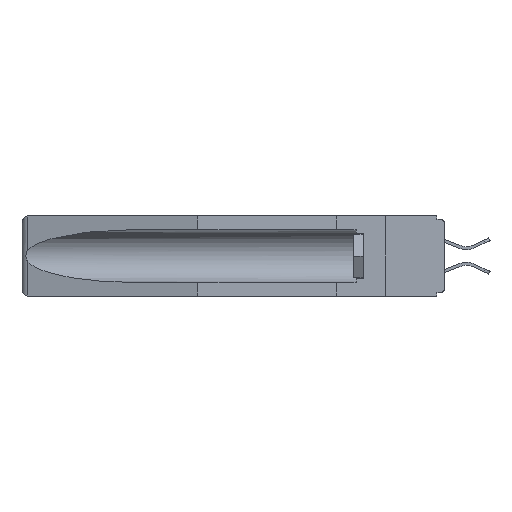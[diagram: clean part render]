
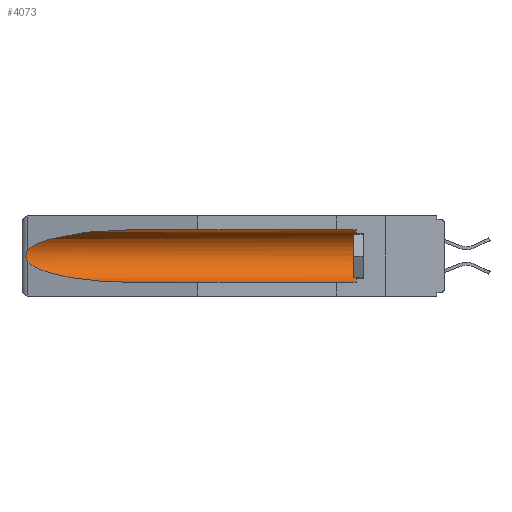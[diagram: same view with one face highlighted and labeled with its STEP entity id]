
A CAD part, left-side view. The second image highlights one B-rep face of the part: STEP entity #4073.
In plain terms, the highlighted cylindrical face has radius 2.857 mm (diameter 5.715 mm), a partial arc.
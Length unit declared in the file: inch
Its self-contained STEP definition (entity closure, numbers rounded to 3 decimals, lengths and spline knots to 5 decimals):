
#34 = DIRECTION ( 'NONE',  ( 0., 0., 1. ) ) ;
#501 = EDGE_LOOP ( 'NONE', ( #2488, #14232, #12812, #17048, #2883, #5492 ) ) ;
#538 = CARTESIAN_POINT ( 'NONE',  ( 0.25451, 1.48313, -0.24835 ) ) ;
#681 = CARTESIAN_POINT ( 'NONE',  ( 0.2673, 1.5327, -0.16383 ) ) ;
#740 = FACE_OUTER_BOUND ( 'NONE', #501, .T. ) ;
#1267 = CARTESIAN_POINT ( 'NONE',  ( 0.155, 0.126, -0.1715 ) ) ;
#2488 = ORIENTED_EDGE ( 'NONE', *, *, #18065, .T. ) ;
#2569 = CARTESIAN_POINT ( 'NONE',  ( 0.26537, 1.52718, -0.14972 ) ) ;
#2619 = CARTESIAN_POINT ( 'NONE',  ( 0.26597, 1.5296, -0.19026 ) ) ;
#2691 = DIRECTION ( 'NONE',  ( 0., 1., 0. ) ) ;
#2883 = ORIENTED_EDGE ( 'NONE', *, *, #17043, .T. ) ;
#3350 = CARTESIAN_POINT ( 'NONE',  ( 0.155, -0.30754, -0.059 ) ) ;
#3509 = B_SPLINE_CURVE_WITH_KNOTS ( 'NONE', 3,
 ( #2569, #9164, #3972, #681, #12096, #4029, #6822, #18183, #2619, #5469 ),
 .UNSPECIFIED., .F., .F.,
 ( 4, 2, 2, 2, 4 ),
 ( 0., 0.00029, 0.00058, 0.00087, 0.00117 ),
 .UNSPECIFIED. ) ;
#3911 = DIRECTION ( 'NONE',  ( 0., 1., 0. ) ) ;
#3972 = CARTESIAN_POINT ( 'NONE',  ( 0.26654, 1.53092, -0.15636 ) ) ;
#4029 = CARTESIAN_POINT ( 'NONE',  ( 0.2675, 1.53308, -0.17534 ) ) ;
#4073 = ADVANCED_FACE ( 'NONE', ( #740 ), #6720, .F. ) ;
#4177 = LINE ( 'NONE', #12798, #4830 ) ;
#4232 = DIRECTION ( 'NONE',  ( 0., -1., 0. ) ) ;
#4249 = CARTESIAN_POINT ( 'NONE',  ( 0.155, 1.07973, -0.059 ) ) ;
#4830 = VECTOR ( 'NONE', #2691, 39.37008 ) ;
#4949 = CARTESIAN_POINT ( 'NONE',  ( 0.26537, 1.52718, -0.19328 ) ) ;
#5469 = CARTESIAN_POINT ( 'NONE',  ( 0.26537, 1.52718, -0.19328 ) ) ;
#5492 = ORIENTED_EDGE ( 'NONE', *, *, #9987, .T. ) ;
#6057 = CARTESIAN_POINT ( 'NONE',  ( 0.155, 0.126, -0.059 ) ) ;
#6334 = LINE ( 'NONE', #3350, #6780 ) ;
#6720 = CYLINDRICAL_SURFACE ( 'NONE', #15254, 0.1125 ) ;
#6780 = VECTOR ( 'NONE', #10584, 39.37008 ) ;
#6822 = CARTESIAN_POINT ( 'NONE',  ( 0.2673, 1.53269, -0.17917 ) ) ;
#7858 = CARTESIAN_POINT ( 'NONE',  ( 0.26537, 1.52718, -0.19328 ) ) ;
#7984 = CARTESIAN_POINT ( 'NONE',  ( 0.155, -0.30754, -0.1715 ) ) ;
#8959 = EDGE_CURVE ( 'NONE', #17957, #12215, #4177, .T. ) ;
#9164 = CARTESIAN_POINT ( 'NONE',  ( 0.26597, 1.52961, -0.15275 ) ) ;
#9205 = CARTESIAN_POINT ( 'NONE',  ( 0.155, 1.07973, -0.284 ) ) ;
#9987 = EDGE_CURVE ( 'NONE', #13827, #14247, #6334, .T. ) ;
#10159 = CARTESIAN_POINT ( 'NONE',  ( 0.25451, 1.48313, -0.09465 ) ) ;
#10395 = CARTESIAN_POINT ( 'NONE',  ( 0.21114, 1.30732, -0.284 ) ) ;
#10584 = DIRECTION ( 'NONE',  ( 0., 1., 0. ) ) ;
#11185 = AXIS2_PLACEMENT_3D ( 'NONE', #1267, #4232, #34 ) ;
#11417 = CARTESIAN_POINT ( 'NONE',  ( 0.26537, 1.52718, -0.14972 ) ) ;
#11471 = CARTESIAN_POINT ( 'NONE',  ( 0.21114, 1.30732, -0.059 ) ) ;
#11485 = EDGE_CURVE ( 'NONE', #16841, #17353, #3509, .T. ) ;
#11811 =( BOUNDED_CURVE ( )  B_SPLINE_CURVE ( 3, ( #15667, #11471, #10159, #11417 ),
 .UNSPECIFIED., .F., .F. ) 
 B_SPLINE_CURVE_WITH_KNOTS ( ( 4, 4 ),
 ( 4.71239, 6.08839 ),
 .UNSPECIFIED. ) 
 CURVE ( )  GEOMETRIC_REPRESENTATION_ITEM ( )  RATIONAL_B_SPLINE_CURVE ( ( 1., 0.848, 0.848, 1. ) ) 
 REPRESENTATION_ITEM ( '' )  );
#12096 = CARTESIAN_POINT ( 'NONE',  ( 0.2675, 1.53308, -0.16763 ) ) ;
#12215 = VERTEX_POINT ( 'NONE', #12272 ) ;
#12272 = CARTESIAN_POINT ( 'NONE',  ( 0.155, 1.07973, -0.284 ) ) ;
#12798 = CARTESIAN_POINT ( 'NONE',  ( 0.155, -0.30754, -0.284 ) ) ;
#12812 = ORIENTED_EDGE ( 'NONE', *, *, #15239, .T. ) ;
#13005 = CARTESIAN_POINT ( 'NONE',  ( 0.155, 0.126, -0.284 ) ) ;
#13133 = CIRCLE ( 'NONE', #11185, 0.1125 ) ;
#13827 = VERTEX_POINT ( 'NONE', #6057 ) ;
#13973 = DIRECTION ( 'NONE',  ( 0., 0., 1. ) ) ;
#14232 = ORIENTED_EDGE ( 'NONE', *, *, #11485, .T. ) ;
#14247 = VERTEX_POINT ( 'NONE', #4249 ) ;
#14785 = CARTESIAN_POINT ( 'NONE',  ( 0.26537, 1.52718, -0.14972 ) ) ;
#15239 = EDGE_CURVE ( 'NONE', #17353, #12215, #17062, .T. ) ;
#15254 = AXIS2_PLACEMENT_3D ( 'NONE', #7984, #3911, #13973 ) ;
#15667 = CARTESIAN_POINT ( 'NONE',  ( 0.155, 1.07973, -0.059 ) ) ;
#16841 = VERTEX_POINT ( 'NONE', #14785 ) ;
#17043 = EDGE_CURVE ( 'NONE', #17957, #13827, #13133, .T. ) ;
#17048 = ORIENTED_EDGE ( 'NONE', *, *, #8959, .F. ) ;
#17062 =( BOUNDED_CURVE ( )  B_SPLINE_CURVE ( 3, ( #4949, #538, #10395, #9205 ),
 .UNSPECIFIED., .F., .F. ) 
 B_SPLINE_CURVE_WITH_KNOTS ( ( 4, 4 ),
 ( 0.1948, 1.5708 ),
 .UNSPECIFIED. ) 
 CURVE ( )  GEOMETRIC_REPRESENTATION_ITEM ( )  RATIONAL_B_SPLINE_CURVE ( ( 1., 0.848, 0.848, 1. ) ) 
 REPRESENTATION_ITEM ( '' )  );
#17353 = VERTEX_POINT ( 'NONE', #7858 ) ;
#17957 = VERTEX_POINT ( 'NONE', #13005 ) ;
#18065 = EDGE_CURVE ( 'NONE', #14247, #16841, #11811, .T. ) ;
#18183 = CARTESIAN_POINT ( 'NONE',  ( 0.26655, 1.53094, -0.18657 ) ) ;
